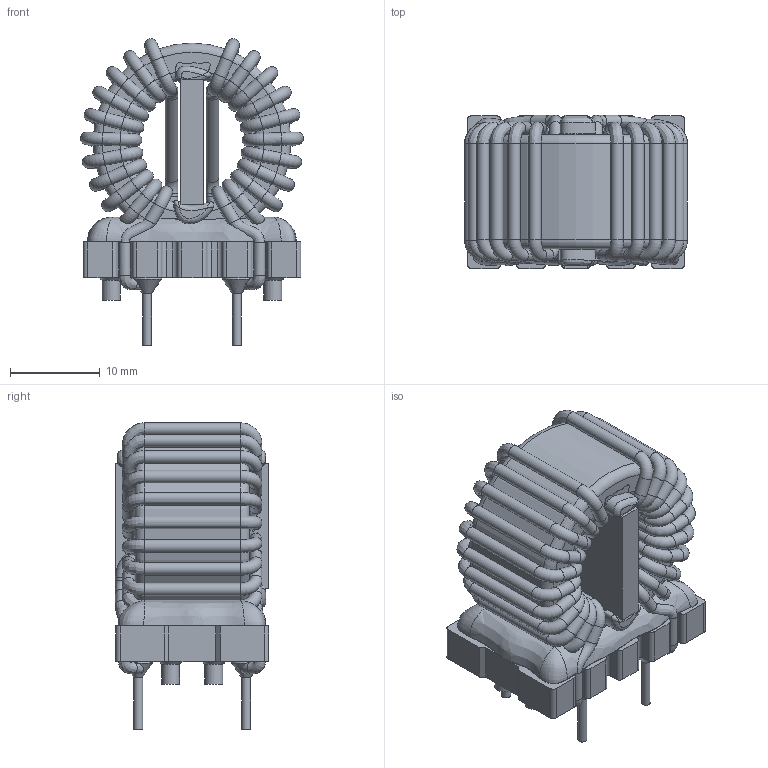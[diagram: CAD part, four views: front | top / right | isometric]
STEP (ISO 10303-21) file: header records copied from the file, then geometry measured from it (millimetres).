
FILE_DESCRIPTION(/* description */ ('Unknown'),/* implementation_level */ '2;1');
FILE_NAME(/* name */ '744824101_L',/* time_stamp */ '2023-06-13T13:44:44+02:00',/* author */ ('Unknown'),/* organization */ ('Unknown'),/* preprocessor_version */ 'ST-DEVELOPER v16.7',/* originating_system */ 'Solid Edge',/* authorisation */ 'Unknown');
FILE_SCHEMA (('AUTOMOTIVE_DESIGN {1 0 10303 214 3 1 1}'));
Length unit declared in the file: millimetre
Products named in the file (7): 744824101_L; Core; Spacer; Glue_Dot; Base; Glue; Solderpoint
Assembly tree (6 placements, depth 2):
  744824101_L
    Core
    Spacer
    Glue_Dot
    Base
    Glue
    Solderpoint
Bounding box: 24.81 x 17.03 x 34.08 mm (x, y, z)
Volume: 6877.2 mm3; surface area: 8784.6 mm2
Topology: 14 solids, 14 shells, 487 faces, 1139 edges, 680 vertices
Faces by surface type: cylinder 155, bspline 127, plane 126, torus 70, cone 9
Full cylindrical faces by diameter (mm): 1 x4, 1.3 x4, 1.4 x90, 2 x4, 14 x1, 22 x1
Entity records: 38292 total; most frequent: CARTESIAN_POINT 25647, ORIENTED_EDGE 1756, DIRECTION 1686, EDGE_CURVE 878, EDGE_LOOP 726, FACE_BOUND 726, AXIS2_PLACEMENT_3D 719, VERTEX_POINT 658
